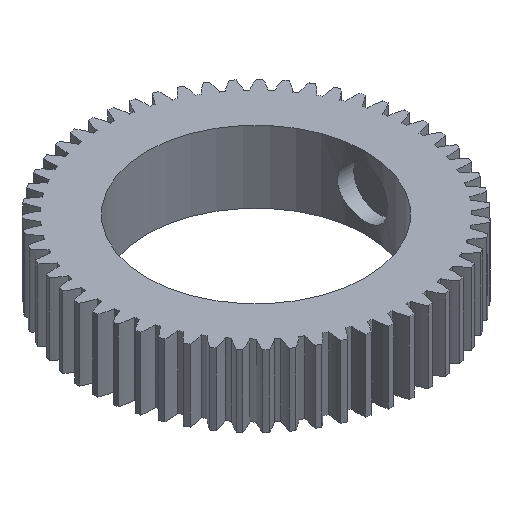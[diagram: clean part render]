
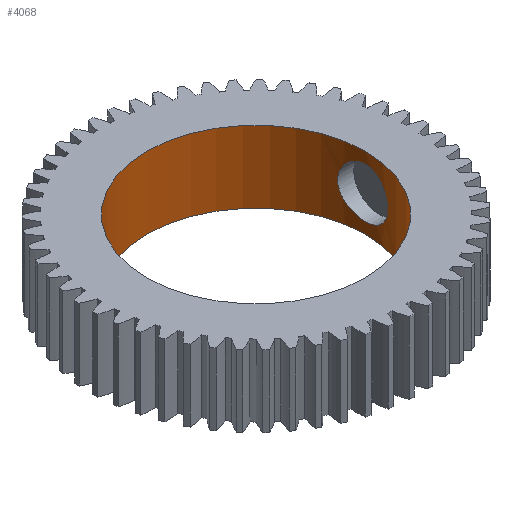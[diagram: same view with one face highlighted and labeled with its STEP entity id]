
A CAD part, isometric view. The second image highlights one B-rep face of the part: STEP entity #4068.
In plain terms, the highlighted cylindrical face has radius 14.5 mm (diameter 29 mm), a full revolution.
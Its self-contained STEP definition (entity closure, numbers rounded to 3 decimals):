
#19=FACE_BOUND('',#927,.T.);
#22=B_SPLINE_CURVE_WITH_KNOTS('',3,(#6566,#6567,#6568,#6569,#6570,#6571,
#6572,#6573,#6574,#6575),.UNSPECIFIED.,.F.,.F.,(4,2,2,2,4),(-1.996,
-1.871,-1.747,-1.622,-1.497),
 .UNSPECIFIED.);
#23=B_SPLINE_CURVE_WITH_KNOTS('',3,(#6577,#6578,#6579,#6580,#6581,#6582,
#6583,#6584,#6585,#6586),.UNSPECIFIED.,.F.,.F.,(4,2,2,2,4),(-0.499,
-0.374,-0.25,-0.125,0.),
 .UNSPECIFIED.);
#24=B_SPLINE_CURVE_WITH_KNOTS('',3,(#6590,#6591,#6592,#6593,#6594,#6595,
#6596,#6597,#6598,#6599,#6600,#6601,#6602,#6603,#6604,#6605,#6606,#6607),
 .UNSPECIFIED.,.F.,.F.,(4,2,2,2,2,2,2,2,4),(-1.497,-1.372,
-1.248,-1.123,-0.998,-0.873,
-0.749,-0.624,-0.499),.UNSPECIFIED.);
#25=B_SPLINE_CURVE_WITH_KNOTS('',3,(#6609,#6610,#6611,#6612,#6613,#6614,
#6615,#6616,#6617,#6618,#6619,#6620,#6621,#6622,#6623,#6624,#6625,#6626,
#6627,#6628,#6629,#6630,#6631,#6632,#6633,#6634,#6635,#6636,#6637,#6638,
#6639,#6640,#6641,#6642),.UNSPECIFIED.,.T.,.F.,(4,2,2,2,2,2,2,2,2,2,2,2,
2,2,2,2,4),(-1.996,-1.871,-1.747,-1.622,
-1.497,-1.372,-1.248,-1.123,-0.998,
-0.873,-0.749,-0.624,-0.499,
-0.374,-0.25,-0.125,0.),
 .UNSPECIFIED.);
#26=LINE('',#6564,#250);
#27=LINE('',#6588,#251);
#250=VECTOR('',#4996,14.5);
#251=VECTOR('',#4997,14.5);
#474=CYLINDRICAL_SURFACE('',#4312,14.5);
#699=FACE_OUTER_BOUND('',#926,.T.);
#926=EDGE_LOOP('',(#2720,#2721,#2722,#2723,#2724,#2725,#2726,#2727,#2728));
#927=EDGE_LOOP('',(#2729));
#1156=CIRCLE('',#4313,14.5);
#1157=CIRCLE('',#4314,14.5);
#1600=VERTEX_POINT('',#6561);
#1601=VERTEX_POINT('',#6563);
#1602=VERTEX_POINT('',#6565);
#1603=VERTEX_POINT('',#6576);
#1604=VERTEX_POINT('',#6587);
#1605=VERTEX_POINT('',#6608);
#2048=EDGE_CURVE('',#1600,#1600,#1156,.T.);
#2049=EDGE_CURVE('',#1600,#1601,#26,.T.);
#2050=EDGE_CURVE('',#1602,#1601,#22,.T.);
#2051=EDGE_CURVE('',#1603,#1602,#23,.T.);
#2052=EDGE_CURVE('',#1603,#1604,#27,.T.);
#2053=EDGE_CURVE('',#1604,#1604,#1157,.T.);
#2054=EDGE_CURVE('',#1601,#1603,#24,.T.);
#2055=EDGE_CURVE('',#1605,#1605,#25,.T.);
#2720=ORIENTED_EDGE('',*,*,#2048,.F.);
#2721=ORIENTED_EDGE('',*,*,#2049,.T.);
#2722=ORIENTED_EDGE('',*,*,#2050,.F.);
#2723=ORIENTED_EDGE('',*,*,#2051,.F.);
#2724=ORIENTED_EDGE('',*,*,#2052,.T.);
#2725=ORIENTED_EDGE('',*,*,#2053,.F.);
#2726=ORIENTED_EDGE('',*,*,#2052,.F.);
#2727=ORIENTED_EDGE('',*,*,#2054,.F.);
#2728=ORIENTED_EDGE('',*,*,#2049,.F.);
#2729=ORIENTED_EDGE('',*,*,#2055,.F.);
#4068=ADVANCED_FACE('',(#699,#19),#474,.F.);
#4312=AXIS2_PLACEMENT_3D('',#6560,#4992,#4993);
#4313=AXIS2_PLACEMENT_3D('',#6562,#4994,#4995);
#4314=AXIS2_PLACEMENT_3D('',#6589,#4998,#4999);
#4992=DIRECTION('center_axis',(0.,0.,-1.));
#4993=DIRECTION('ref_axis',(-1.,0.,0.));
#4994=DIRECTION('center_axis',(0.,0.,-1.));
#4995=DIRECTION('ref_axis',(-1.,0.,0.));
#4996=DIRECTION('',(0.,0.,-1.));
#4997=DIRECTION('',(0.,0.,-1.));
#4998=DIRECTION('center_axis',(0.,0.,1.));
#4999=DIRECTION('ref_axis',(-1.,0.,0.));
#6560=CARTESIAN_POINT('Origin',(0.,0.,9.525));
#6561=CARTESIAN_POINT('',(14.5,0.,9.525));
#6562=CARTESIAN_POINT('Origin',(0.,0.,9.525));
#6563=CARTESIAN_POINT('',(14.5,0.,8.062));
#6564=CARTESIAN_POINT('',(14.5,0.,9.525));
#6565=CARTESIAN_POINT('',(14.12,-3.299,4.763));
#6566=CARTESIAN_POINT('Ctrl Pts',(14.12,-3.299,4.763));
#6567=CARTESIAN_POINT('Ctrl Pts',(14.12,-3.299,5.178));
#6568=CARTESIAN_POINT('Ctrl Pts',(14.14,-3.216,5.621));
#6569=CARTESIAN_POINT('Ctrl Pts',(14.212,-2.879,6.433));
#6570=CARTESIAN_POINT('Ctrl Pts',(14.263,-2.625,6.803));
#6571=CARTESIAN_POINT('Ctrl Pts',(14.359,-2.041,7.388));
#6572=CARTESIAN_POINT('Ctrl Pts',(14.409,-1.671,7.641));
#6573=CARTESIAN_POINT('Ctrl Pts',(14.48,-0.858,7.979));
#6574=CARTESIAN_POINT('Ctrl Pts',(14.5,-0.416,8.062));
#6575=CARTESIAN_POINT('Ctrl Pts',(14.5,0.,8.062));
#6576=CARTESIAN_POINT('',(14.5,0.,1.463));
#6577=CARTESIAN_POINT('Ctrl Pts',(14.5,0.,1.463));
#6578=CARTESIAN_POINT('Ctrl Pts',(14.5,-0.416,1.463));
#6579=CARTESIAN_POINT('Ctrl Pts',(14.48,-0.858,1.546));
#6580=CARTESIAN_POINT('Ctrl Pts',(14.409,-1.671,1.884));
#6581=CARTESIAN_POINT('Ctrl Pts',(14.359,-2.041,2.137));
#6582=CARTESIAN_POINT('Ctrl Pts',(14.263,-2.625,2.722));
#6583=CARTESIAN_POINT('Ctrl Pts',(14.212,-2.879,3.092));
#6584=CARTESIAN_POINT('Ctrl Pts',(14.14,-3.216,3.904));
#6585=CARTESIAN_POINT('Ctrl Pts',(14.12,-3.299,4.347));
#6586=CARTESIAN_POINT('Ctrl Pts',(14.12,-3.299,4.763));
#6587=CARTESIAN_POINT('',(14.5,0.,0.));
#6588=CARTESIAN_POINT('',(14.5,0.,9.525));
#6589=CARTESIAN_POINT('Origin',(0.,0.,0.));
#6590=CARTESIAN_POINT('Ctrl Pts',(14.5,0.,8.062));
#6591=CARTESIAN_POINT('Ctrl Pts',(14.5,0.416,8.062));
#6592=CARTESIAN_POINT('Ctrl Pts',(14.48,0.858,7.979));
#6593=CARTESIAN_POINT('Ctrl Pts',(14.409,1.671,7.641));
#6594=CARTESIAN_POINT('Ctrl Pts',(14.359,2.041,7.388));
#6595=CARTESIAN_POINT('Ctrl Pts',(14.263,2.625,6.803));
#6596=CARTESIAN_POINT('Ctrl Pts',(14.212,2.879,6.433));
#6597=CARTESIAN_POINT('Ctrl Pts',(14.14,3.216,5.621));
#6598=CARTESIAN_POINT('Ctrl Pts',(14.12,3.299,5.178));
#6599=CARTESIAN_POINT('Ctrl Pts',(14.12,3.299,4.347));
#6600=CARTESIAN_POINT('Ctrl Pts',(14.14,3.216,3.904));
#6601=CARTESIAN_POINT('Ctrl Pts',(14.212,2.879,3.092));
#6602=CARTESIAN_POINT('Ctrl Pts',(14.263,2.625,2.722));
#6603=CARTESIAN_POINT('Ctrl Pts',(14.359,2.041,2.137));
#6604=CARTESIAN_POINT('Ctrl Pts',(14.409,1.671,1.884));
#6605=CARTESIAN_POINT('Ctrl Pts',(14.48,0.858,1.546));
#6606=CARTESIAN_POINT('Ctrl Pts',(14.5,0.416,1.463));
#6607=CARTESIAN_POINT('Ctrl Pts',(14.5,0.,1.463));
#6608=CARTESIAN_POINT('',(-14.12,-3.299,4.763));
#6609=CARTESIAN_POINT('Ctrl Pts',(-14.12,-3.299,4.763));
#6610=CARTESIAN_POINT('Ctrl Pts',(-14.12,-3.299,4.347));
#6611=CARTESIAN_POINT('Ctrl Pts',(-14.14,-3.216,3.904));
#6612=CARTESIAN_POINT('Ctrl Pts',(-14.212,-2.879,3.092));
#6613=CARTESIAN_POINT('Ctrl Pts',(-14.263,-2.625,2.722));
#6614=CARTESIAN_POINT('Ctrl Pts',(-14.359,-2.041,2.137));
#6615=CARTESIAN_POINT('Ctrl Pts',(-14.409,-1.671,1.884));
#6616=CARTESIAN_POINT('Ctrl Pts',(-14.48,-0.858,1.546));
#6617=CARTESIAN_POINT('Ctrl Pts',(-14.5,-0.416,1.463));
#6618=CARTESIAN_POINT('Ctrl Pts',(-14.5,0.416,1.463));
#6619=CARTESIAN_POINT('Ctrl Pts',(-14.48,0.858,1.546));
#6620=CARTESIAN_POINT('Ctrl Pts',(-14.409,1.671,1.884));
#6621=CARTESIAN_POINT('Ctrl Pts',(-14.359,2.041,2.137));
#6622=CARTESIAN_POINT('Ctrl Pts',(-14.263,2.625,2.722));
#6623=CARTESIAN_POINT('Ctrl Pts',(-14.212,2.879,3.092));
#6624=CARTESIAN_POINT('Ctrl Pts',(-14.14,3.216,3.904));
#6625=CARTESIAN_POINT('Ctrl Pts',(-14.12,3.299,4.347));
#6626=CARTESIAN_POINT('Ctrl Pts',(-14.12,3.299,5.178));
#6627=CARTESIAN_POINT('Ctrl Pts',(-14.14,3.216,5.621));
#6628=CARTESIAN_POINT('Ctrl Pts',(-14.212,2.879,6.433));
#6629=CARTESIAN_POINT('Ctrl Pts',(-14.263,2.625,6.803));
#6630=CARTESIAN_POINT('Ctrl Pts',(-14.359,2.041,7.388));
#6631=CARTESIAN_POINT('Ctrl Pts',(-14.409,1.671,7.641));
#6632=CARTESIAN_POINT('Ctrl Pts',(-14.48,0.858,7.979));
#6633=CARTESIAN_POINT('Ctrl Pts',(-14.5,0.416,8.062));
#6634=CARTESIAN_POINT('Ctrl Pts',(-14.5,-0.416,8.062));
#6635=CARTESIAN_POINT('Ctrl Pts',(-14.48,-0.858,7.979));
#6636=CARTESIAN_POINT('Ctrl Pts',(-14.409,-1.671,7.641));
#6637=CARTESIAN_POINT('Ctrl Pts',(-14.359,-2.041,7.388));
#6638=CARTESIAN_POINT('Ctrl Pts',(-14.263,-2.625,6.803));
#6639=CARTESIAN_POINT('Ctrl Pts',(-14.212,-2.879,6.433));
#6640=CARTESIAN_POINT('Ctrl Pts',(-14.14,-3.216,5.621));
#6641=CARTESIAN_POINT('Ctrl Pts',(-14.12,-3.299,5.178));
#6642=CARTESIAN_POINT('Ctrl Pts',(-14.12,-3.299,4.763));
